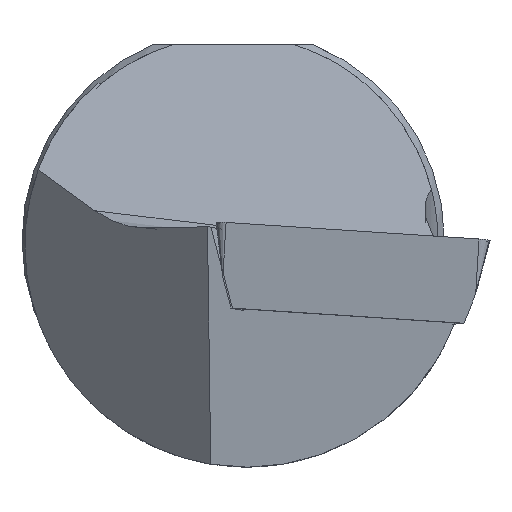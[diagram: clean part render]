
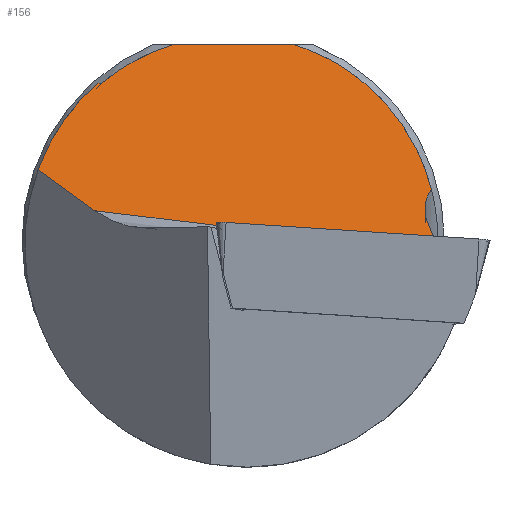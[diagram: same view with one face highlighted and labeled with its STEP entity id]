
A CAD part, left-side view. The second image highlights one B-rep face of the part: STEP entity #156.
In plain terms, the highlighted planar face has unit normal (-0.356, -0.312, 0.881).
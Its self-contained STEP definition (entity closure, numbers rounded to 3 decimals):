
#141=B_SPLINE_CURVE_WITH_KNOTS('',3,(#925,#926,#927,#928),.UNSPECIFIED.,
 .F.,.F.,(4,4),(0.,1.),.UNSPECIFIED.);
#156=ADVANCED_FACE('',(#204),#185,.T.);
#185=PLANE('',#652);
#204=FACE_OUTER_BOUND('',#234,.T.);
#234=EDGE_LOOP('',(#309,#310,#311,#312,#313,#314,#315,#316,#317));
#268=ELLIPSE('',#645,23.603,8.4);
#269=ELLIPSE('',#648,22.058,7.85);
#270=ELLIPSE('',#649,9.082,8.);
#271=ELLIPSE('',#650,21.777,7.75);
#272=ELLIPSE('',#651,21.777,7.75);
#309=ORIENTED_EDGE('',*,*,#504,.T.);
#310=ORIENTED_EDGE('',*,*,#499,.T.);
#311=ORIENTED_EDGE('',*,*,#503,.F.);
#312=ORIENTED_EDGE('',*,*,#493,.T.);
#313=ORIENTED_EDGE('',*,*,#505,.T.);
#314=ORIENTED_EDGE('',*,*,#506,.F.);
#315=ORIENTED_EDGE('',*,*,#507,.F.);
#316=ORIENTED_EDGE('',*,*,#508,.F.);
#317=ORIENTED_EDGE('',*,*,#509,.F.);
#440=VERTEX_POINT('',#880);
#441=VERTEX_POINT('',#882);
#443=VERTEX_POINT('',#890);
#444=VERTEX_POINT('',#892);
#447=VERTEX_POINT('',#916);
#448=VERTEX_POINT('',#918);
#449=VERTEX_POINT('',#920);
#450=VERTEX_POINT('',#922);
#451=VERTEX_POINT('',#924);
#493=EDGE_CURVE('',#441,#440,#565,.T.);
#499=EDGE_CURVE('',#444,#443,#268,.T.);
#503=EDGE_CURVE('',#441,#443,#567,.T.);
#504=EDGE_CURVE('',#447,#444,#269,.T.);
#505=EDGE_CURVE('',#440,#448,#270,.T.);
#506=EDGE_CURVE('',#449,#448,#271,.T.);
#507=EDGE_CURVE('',#450,#449,#568,.T.);
#508=EDGE_CURVE('',#451,#450,#272,.T.);
#509=EDGE_CURVE('',#447,#451,#141,.T.);
#565=LINE('',#881,#603);
#567=LINE('',#913,#605);
#568=LINE('',#921,#606);
#603=VECTOR('',#713,1.);
#605=VECTOR('',#731,1.);
#606=VECTOR('',#740,1.);
#645=AXIS2_PLACEMENT_3D('',#891,#726,#727);
#648=AXIS2_PLACEMENT_3D('',#915,#734,#735);
#649=AXIS2_PLACEMENT_3D('',#917,#736,#737);
#650=AXIS2_PLACEMENT_3D('',#919,#738,#739);
#651=AXIS2_PLACEMENT_3D('',#923,#741,#742);
#652=AXIS2_PLACEMENT_3D('',#929,#743,#744);
#713=DIRECTION('',(0.498,-0.861,-0.104));
#726=DIRECTION('',(-0.356,-0.312,0.881));
#727=DIRECTION('',(0.935,-0.119,0.335));
#731=DIRECTION('',(0.593,0.653,0.471));
#734=DIRECTION('',(-0.356,-0.312,0.881));
#735=DIRECTION('',(0.935,-0.119,0.335));
#736=DIRECTION('',(0.356,0.312,-0.881));
#737=DIRECTION('',(-0.662,-0.581,-0.473));
#738=DIRECTION('',(0.356,0.312,-0.881));
#739=DIRECTION('',(0.935,-0.119,0.335));
#740=DIRECTION('',(0.659,-0.752,0.));
#741=DIRECTION('',(0.356,0.312,-0.881));
#742=DIRECTION('',(0.935,-0.119,0.335));
#743=DIRECTION('',(-0.356,-0.312,0.881));
#744=DIRECTION('',(0.927,0.,0.375));
#880=CARTESIAN_POINT('',(12.534,-8.04,-0.488));
#881=CARTESIAN_POINT('',(13.883,-10.373,-0.769));
#882=CARTESIAN_POINT('',(4.851,5.239,1.114));
#890=CARTESIAN_POINT('',(6.8,7.385,2.663));
#891=CARTESIAN_POINT('',(6.643,-0.512,-0.2));
#892=CARTESIAN_POINT('',(7.339,7.313,2.855));
#913=CARTESIAN_POINT('',(5.526,5.982,1.651));
#915=CARTESIAN_POINT('',(6.689,0.,0.));
#916=CARTESIAN_POINT('',(16.9,5.128,5.943));
#917=CARTESIAN_POINT('',(16.,-15.25,-1.643));
#918=CARTESIAN_POINT('',(18.02,-7.509,1.917));
#919=CARTESIAN_POINT('',(6.689,0.,0.));
#920=CARTESIAN_POINT('',(27.024,-2.303,7.4));
#921=CARTESIAN_POINT('',(8.531,18.778,7.4));
#922=CARTESIAN_POINT('',(22.984,2.303,7.4));
#923=CARTESIAN_POINT('',(6.689,0.,0.));
#924=CARTESIAN_POINT('',(17.,4.986,5.933));
#925=CARTESIAN_POINT('',(16.9,5.128,5.943));
#926=CARTESIAN_POINT('',(16.933,5.081,5.94));
#927=CARTESIAN_POINT('',(16.967,5.033,5.937));
#928=CARTESIAN_POINT('',(17.,4.986,5.933));
#929=CARTESIAN_POINT('',(12.243,-9.911,-1.269));
